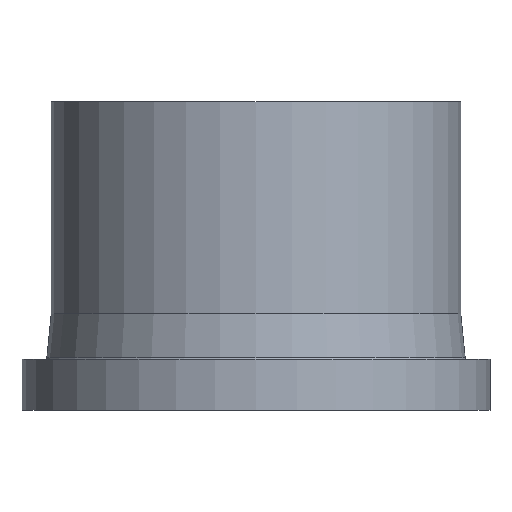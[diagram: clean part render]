
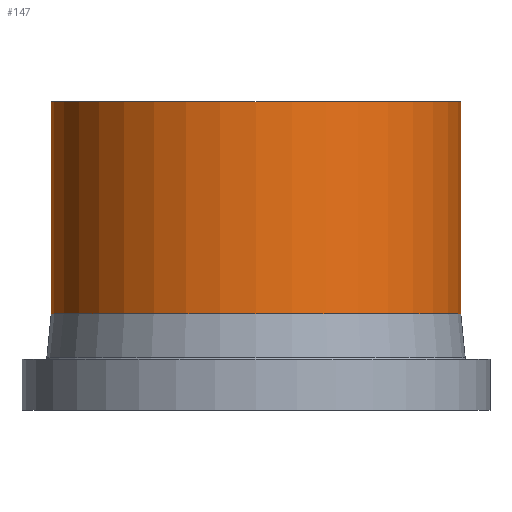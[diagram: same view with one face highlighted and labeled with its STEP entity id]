
A CAD part, front view. The second image highlights one B-rep face of the part: STEP entity #147.
In plain terms, the highlighted cylindrical face has radius 140 mm (diameter 280 mm), a partial arc.
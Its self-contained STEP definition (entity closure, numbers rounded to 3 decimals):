
#4 = CIRCLE ( 'NONE', #468, 140. ) ;
#20 = VERTEX_POINT ( 'NONE', #367 ) ;
#23 = EDGE_CURVE ( 'NONE', #20, #194, #213, .T. ) ;
#29 = ORIENTED_EDGE ( 'NONE', *, *, #23, .T. ) ;
#32 = VERTEX_POINT ( 'NONE', #289 ) ;
#45 = CYLINDRICAL_SURFACE ( 'NONE', #388, 140. ) ;
#55 = LINE ( 'NONE', #305, #470 ) ;
#74 = CARTESIAN_POINT ( 'NONE',  ( 0., 0., 66. ) ) ;
#101 = ORIENTED_EDGE ( 'NONE', *, *, #169, .F. ) ;
#104 = CARTESIAN_POINT ( 'NONE',  ( -140., 0., 0. ) ) ;
#109 = DIRECTION ( 'NONE',  ( -1., 0., 0. ) ) ;
#120 = ORIENTED_EDGE ( 'NONE', *, *, #422, .F. ) ;
#126 = ORIENTED_EDGE ( 'NONE', *, *, #457, .T. ) ;
#147 = ADVANCED_FACE ( 'NONE', ( #225 ), #45, .T. ) ;
#149 = CARTESIAN_POINT ( 'NONE',  ( 0., 0., 0. ) ) ;
#154 = AXIS2_PLACEMENT_3D ( 'NONE', #355, #282, #321 ) ;
#169 = EDGE_CURVE ( 'NONE', #32, #194, #4, .T. ) ;
#187 = VECTOR ( 'NONE', #431, 1000. ) ;
#194 = VERTEX_POINT ( 'NONE', #262 ) ;
#199 = CARTESIAN_POINT ( 'NONE',  ( 140., 0., 211. ) ) ;
#213 = LINE ( 'NONE', #104, #187 ) ;
#225 = FACE_OUTER_BOUND ( 'NONE', #347, .T. ) ;
#262 = CARTESIAN_POINT ( 'NONE',  ( -140., 0., 66. ) ) ;
#282 = DIRECTION ( 'NONE',  ( 0., 0., -1. ) ) ;
#289 = CARTESIAN_POINT ( 'NONE',  ( 140., 0., 66. ) ) ;
#297 = DIRECTION ( 'NONE',  ( -1., 0., 0. ) ) ;
#305 = CARTESIAN_POINT ( 'NONE',  ( 140., 0., 0. ) ) ;
#321 = DIRECTION ( 'NONE',  ( -1., 0., 0. ) ) ;
#341 = CIRCLE ( 'NONE', #154, 140. ) ;
#347 = EDGE_LOOP ( 'NONE', ( #120, #126, #29, #101 ) ) ;
#355 = CARTESIAN_POINT ( 'NONE',  ( 0., 0., 211. ) ) ;
#367 = CARTESIAN_POINT ( 'NONE',  ( -140., 0., 211. ) ) ;
#376 = DIRECTION ( 'NONE',  ( 0., 0., -1. ) ) ;
#388 = AXIS2_PLACEMENT_3D ( 'NONE', #149, #376, #109 ) ;
#404 = DIRECTION ( 'NONE',  ( 0., 0., -1. ) ) ;
#422 = EDGE_CURVE ( 'NONE', #456, #32, #55, .T. ) ;
#425 = DIRECTION ( 'NONE',  ( 0., 0., -1. ) ) ;
#431 = DIRECTION ( 'NONE',  ( 0., 0., -1. ) ) ;
#456 = VERTEX_POINT ( 'NONE', #199 ) ;
#457 = EDGE_CURVE ( 'NONE', #456, #20, #341, .T. ) ;
#468 = AXIS2_PLACEMENT_3D ( 'NONE', #74, #404, #297 ) ;
#470 = VECTOR ( 'NONE', #425, 1000. ) ;
